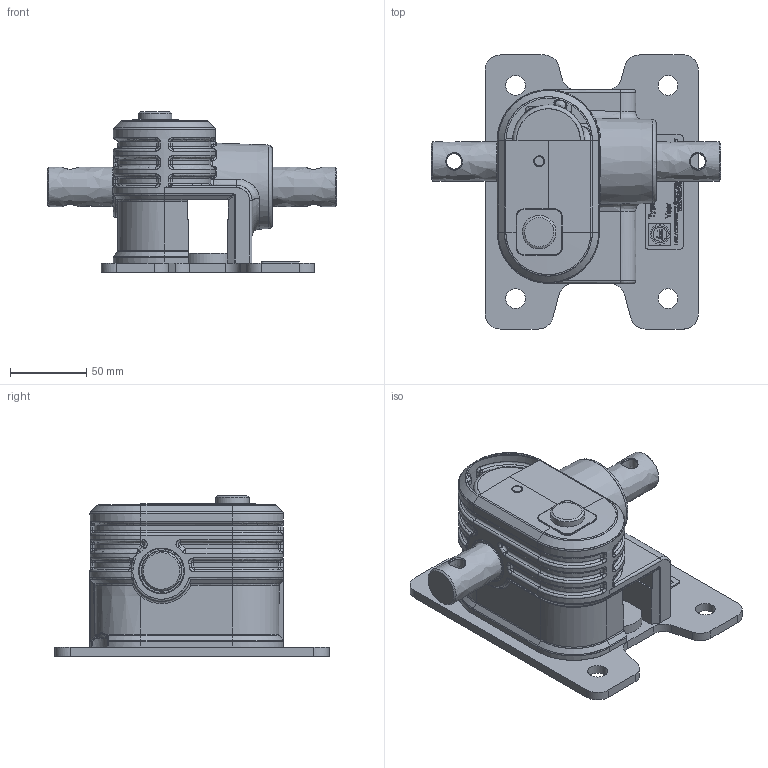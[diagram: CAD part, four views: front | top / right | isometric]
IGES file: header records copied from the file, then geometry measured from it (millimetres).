
Global section: file name: 51355_1211_00; native system: Autodesk Inventor 2022; preprocessor: unknown; author: Nesvadba; date: 20240219.121103; units: millimetre
Bounding box: 190 x 180 x 105.3 mm (x, y, z)
Volume: 221486.4 mm3; surface area: 185186.5 mm2
Topology: 17 solids, 17 shells, 2481 faces, 16815 edges, 15333 vertices
Faces by surface type: bspline 2065, revolution 416
